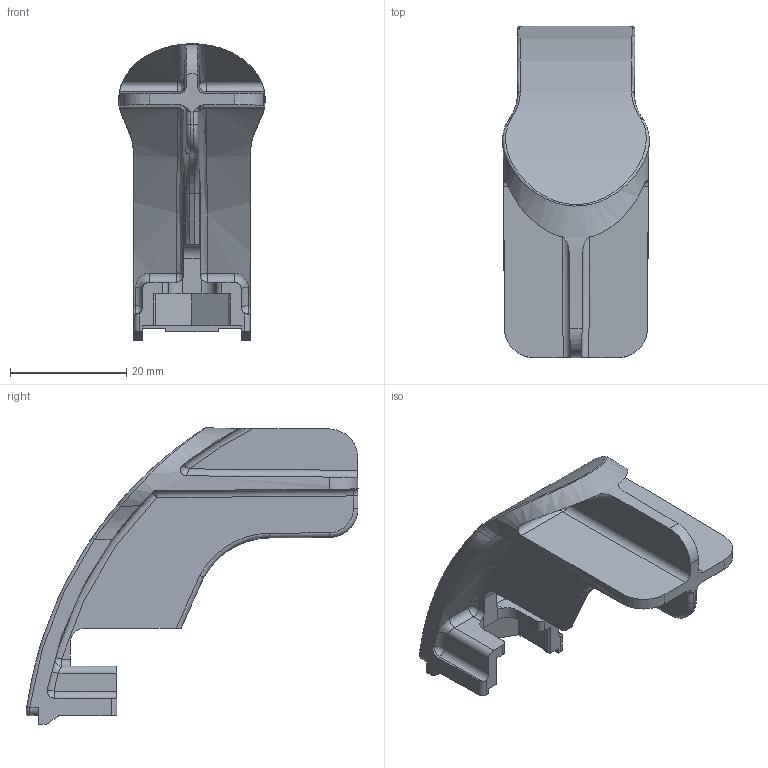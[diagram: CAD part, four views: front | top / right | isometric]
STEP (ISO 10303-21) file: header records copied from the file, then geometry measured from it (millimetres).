
FILE_DESCRIPTION (( 'STEP AP214' ), '1' );
FILE_NAME ('092303.STEP', '2009-12-16T14:27:29', ( ' ' ), ( ' ' ), 'SwSTEP 2.0', 'SolidWorks 2009', '' );
FILE_SCHEMA (( 'AUTOMOTIVE_DESIGN' ));
Length unit declared in the file: millimetre
Products named in the file (1): 092303
Bounding box: 25.25 x 57.14 x 51.03 mm (x, y, z)
Volume: 8685 mm3; surface area: 6861.5 mm2
Topology: 1 solids, 1 shells, 138 faces, 374 edges, 230 vertices
Faces by surface type: cylinder 49, plane 48, bspline 33, sphere 4, torus 2, cone 2
Entity records: 6343 total; most frequent: CARTESIAN_POINT 3250, ORIENTED_EDGE 724, DIRECTION 530, EDGE_CURVE 362, VERTEX_POINT 226, AXIS2_PLACEMENT_3D 178, VECTOR 174, LINE 174
